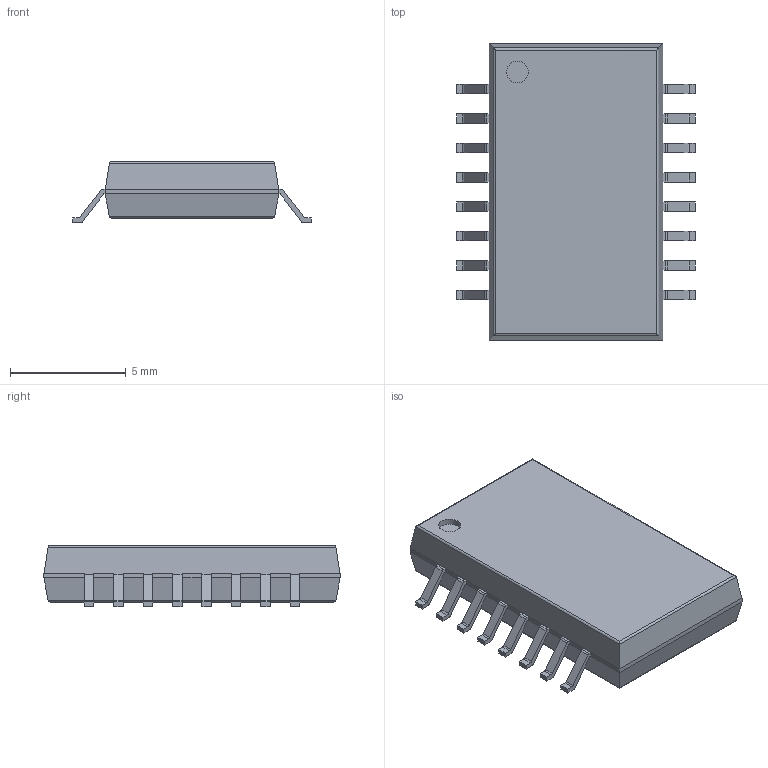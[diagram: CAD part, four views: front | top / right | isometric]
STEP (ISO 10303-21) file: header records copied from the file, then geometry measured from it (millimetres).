
FILE_DESCRIPTION(('FreeCAD Model'),'2;1');
FILE_NAME('342007.1.1.stp','2020-07-28T09:17:09',( 'Author'),(''),'Open CASCADE STEP processor 6.9','FreeCAD','Unknown' );
FILE_SCHEMA(('AUTOMOTIVE_DESIGN { 1 0 10303 214 1 1 1 1 }'));
Length unit declared in the file: millimetre
Products named in the file (3): ASSEMBLY; Body; PinsArrayLR
Assembly tree (2 placements, depth 2):
  ASSEMBLY
    Body
    PinsArrayLR
Bounding box: 10.32 x 12.8 x 2.65 mm (x, y, z)
Volume: 229.2 mm3; surface area: 317.3 mm2
Topology: 17 solids, 17 shells, 232 faces, 575 edges, 378 vertices
Faces by surface type: plane 175, cylinder 57
Full cylindrical faces by diameter (mm): 0.938 x1
Entity records: 14667 total; most frequent: CARTESIAN_POINT 2790, DIRECTION 2201, LINE 1469, VECTOR 1469, ORIENTED_EDGE 1150, PCURVE 1150, DEFINITIONAL_REPRESENTATION 1150, EDGE_CURVE 575
